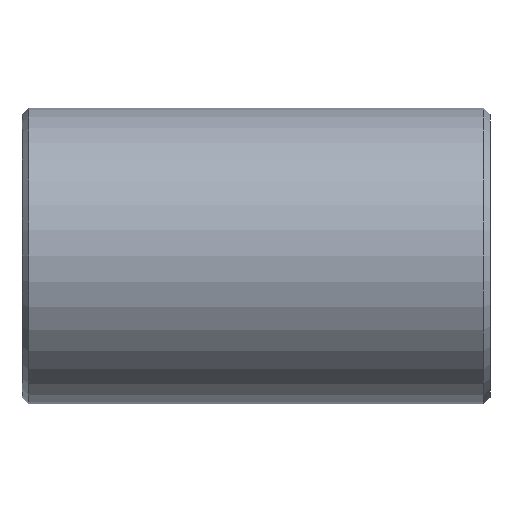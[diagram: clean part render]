
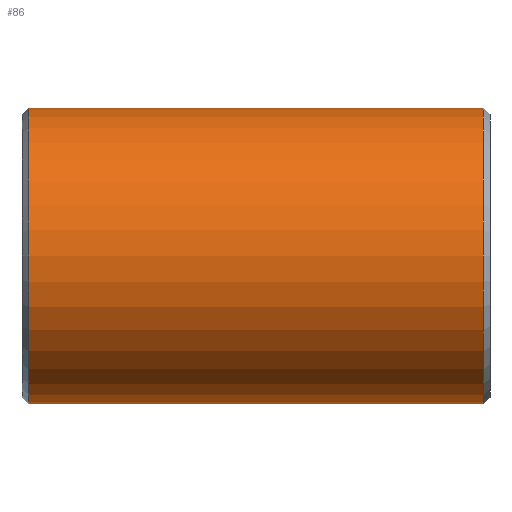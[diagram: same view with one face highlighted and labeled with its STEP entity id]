
A CAD part, front view. The second image highlights one B-rep face of the part: STEP entity #86.
In plain terms, the highlighted cylindrical face has radius 136.525 mm (diameter 273.05 mm), a partial arc.
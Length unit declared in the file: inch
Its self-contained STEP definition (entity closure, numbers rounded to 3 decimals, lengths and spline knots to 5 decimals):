
#20 = CARTESIAN_POINT ( 'NONE',  ( 8.5, 0., -5.375 ) ) ;
#23 = AXIS2_PLACEMENT_3D ( 'NONE', #201, #701, #275 ) ;
#28 = EDGE_LOOP ( 'NONE', ( #36, #457, #315, #681 ) ) ;
#36 = ORIENTED_EDGE ( 'NONE', *, *, #40, .F. ) ;
#40 = EDGE_CURVE ( 'NONE', #745, #731, #267, .T. ) ;
#86 = ADVANCED_FACE ( 'NONE', ( #355 ), #232, .T. ) ;
#120 = CARTESIAN_POINT ( 'NONE',  ( -8.26033, 0., -5.375 ) ) ;
#151 = LINE ( 'NONE', #321, #525 ) ;
#178 = DIRECTION ( 'NONE',  ( -1., 0., 0. ) ) ;
#201 = CARTESIAN_POINT ( 'NONE',  ( 8.26033, 0., 0. ) ) ;
#218 = DIRECTION ( 'NONE',  ( 0., 0., 1. ) ) ;
#232 = CYLINDRICAL_SURFACE ( 'NONE', #740, 5.375 ) ;
#240 = CARTESIAN_POINT ( 'NONE',  ( 8.26033, 0., 5.375 ) ) ;
#263 = VECTOR ( 'NONE', #652, 39.37008 ) ;
#267 = LINE ( 'NONE', #20, #263 ) ;
#275 = DIRECTION ( 'NONE',  ( 0., 0., -1. ) ) ;
#308 = EDGE_CURVE ( 'NONE', #807, #731, #325, .T. ) ;
#315 = ORIENTED_EDGE ( 'NONE', *, *, #589, .T. ) ;
#320 = VERTEX_POINT ( 'NONE', #240 ) ;
#321 = CARTESIAN_POINT ( 'NONE',  ( 8.5, 0., 5.375 ) ) ;
#325 = CIRCLE ( 'NONE', #809, 5.375 ) ;
#355 = FACE_OUTER_BOUND ( 'NONE', #28, .T. ) ;
#399 = DIRECTION ( 'NONE',  ( 1., 0., 0. ) ) ;
#418 = CARTESIAN_POINT ( 'NONE',  ( 8.26033, 0., -5.375 ) ) ;
#457 = ORIENTED_EDGE ( 'NONE', *, *, #635, .T. ) ;
#490 = CARTESIAN_POINT ( 'NONE',  ( -8.26033, 0., 5.375 ) ) ;
#520 = CARTESIAN_POINT ( 'NONE',  ( -8.26033, 0., 0. ) ) ;
#525 = VECTOR ( 'NONE', #756, 39.37008 ) ;
#589 = EDGE_CURVE ( 'NONE', #320, #807, #151, .T. ) ;
#600 = CARTESIAN_POINT ( 'NONE',  ( 8.5, 0., 0. ) ) ;
#635 = EDGE_CURVE ( 'NONE', #745, #320, #727, .T. ) ;
#652 = DIRECTION ( 'NONE',  ( -1., 0., 0. ) ) ;
#671 = DIRECTION ( 'NONE',  ( 0., 0., 1. ) ) ;
#681 = ORIENTED_EDGE ( 'NONE', *, *, #308, .T. ) ;
#701 = DIRECTION ( 'NONE',  ( -1., 0., 0. ) ) ;
#727 = CIRCLE ( 'NONE', #23, 5.375 ) ;
#731 = VERTEX_POINT ( 'NONE', #120 ) ;
#740 = AXIS2_PLACEMENT_3D ( 'NONE', #600, #178, #671 ) ;
#745 = VERTEX_POINT ( 'NONE', #418 ) ;
#756 = DIRECTION ( 'NONE',  ( -1., 0., 0. ) ) ;
#807 = VERTEX_POINT ( 'NONE', #490 ) ;
#809 = AXIS2_PLACEMENT_3D ( 'NONE', #520, #399, #218 ) ;
